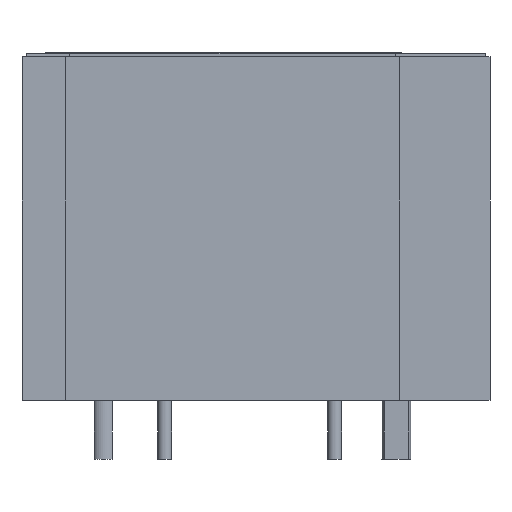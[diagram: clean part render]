
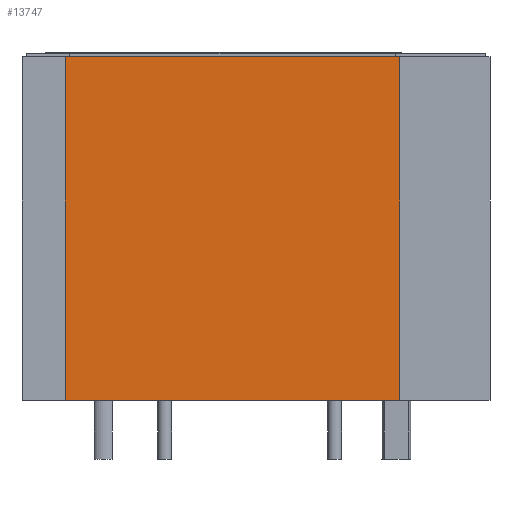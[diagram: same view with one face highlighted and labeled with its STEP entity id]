
A CAD part, front view. The second image highlights one B-rep face of the part: STEP entity #13747.
In plain terms, the highlighted planar face has unit normal (0, -1, 0).
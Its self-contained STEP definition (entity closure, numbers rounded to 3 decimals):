
#1472=FACE_OUTER_BOUND('',#2328,.T.);
#2328=EDGE_LOOP('',(#10597,#10598,#10599,#10600));
#3623=LINE('',#22095,#5161);
#3641=LINE('',#22130,#5179);
#3642=LINE('',#22133,#5180);
#3643=LINE('',#22134,#5181);
#5161=VECTOR('',#16046,1000.);
#5179=VECTOR('',#16068,1000.);
#5180=VECTOR('',#16071,1000.);
#5181=VECTOR('',#16072,1000.);
#6734=VERTEX_POINT('',#22092);
#6735=VERTEX_POINT('',#22094);
#6750=VERTEX_POINT('',#22128);
#6751=VERTEX_POINT('',#22132);
#8172=EDGE_CURVE('',#6734,#6735,#3623,.T.);
#8190=EDGE_CURVE('',#6750,#6734,#3641,.T.);
#8191=EDGE_CURVE('',#6750,#6751,#3642,.T.);
#8192=EDGE_CURVE('',#6751,#6735,#3643,.T.);
#10597=ORIENTED_EDGE('',*,*,#8190,.F.);
#10598=ORIENTED_EDGE('',*,*,#8191,.T.);
#10599=ORIENTED_EDGE('',*,*,#8192,.T.);
#10600=ORIENTED_EDGE('',*,*,#8172,.F.);
#13094=PLANE('',#14512);
#13747=ADVANCED_FACE('',(#1472),#13094,.T.);
#14512=AXIS2_PLACEMENT_3D('',#22131,#16069,#16070);
#16046=DIRECTION('',(-1.,0.,0.));
#16068=DIRECTION('',(0.,0.,-1.));
#16069=DIRECTION('center_axis',(0.,-1.,0.));
#16070=DIRECTION('ref_axis',(1.,0.,0.));
#16071=DIRECTION('',(-1.,0.,0.));
#16072=DIRECTION('',(0.,0.,-1.));
#22092=CARTESIAN_POINT('',(21.844,0.,0.));
#22094=CARTESIAN_POINT('',(2.515,0.,0.));
#22095=CARTESIAN_POINT('',(21.844,0.,0.));
#22128=CARTESIAN_POINT('',(21.844,0.,19.888));
#22130=CARTESIAN_POINT('',(21.844,0.,20.091));
#22131=CARTESIAN_POINT('Origin',(21.844,0.,20.091));
#22132=CARTESIAN_POINT('',(2.515,0.,19.888));
#22133=CARTESIAN_POINT('',(21.844,0.,19.888));
#22134=CARTESIAN_POINT('',(2.515,0.,20.091));
